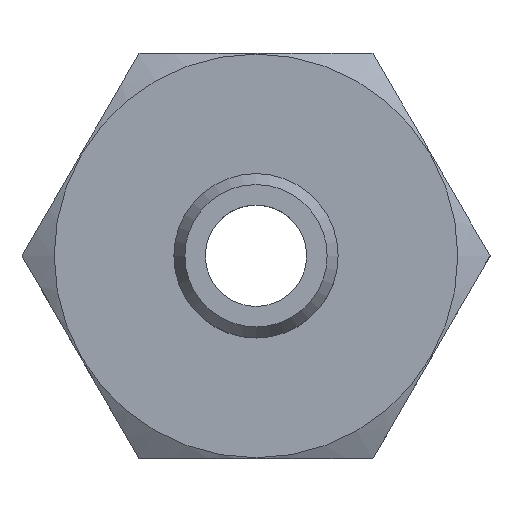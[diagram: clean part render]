
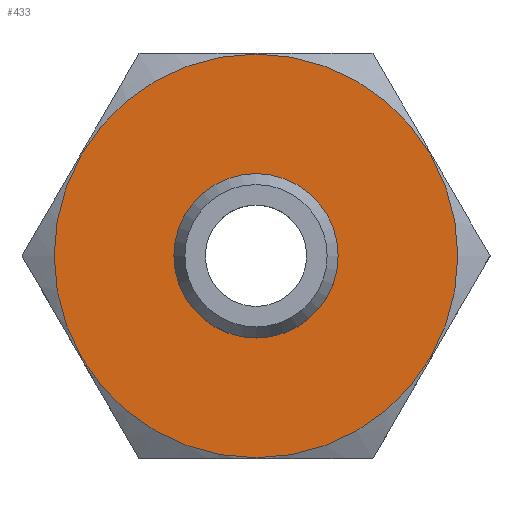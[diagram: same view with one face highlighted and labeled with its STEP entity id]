
A CAD part, top view. The second image highlights one B-rep face of the part: STEP entity #433.
In plain terms, the highlighted planar face has unit normal (0, 0, 1).
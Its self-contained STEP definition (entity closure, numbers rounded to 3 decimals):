
#26=CIRCLE('',#455,11.95);
#31=CIRCLE('',#464,4.864);
#96=ORIENTED_EDGE('',*,*,#139,.T.);
#97=ORIENTED_EDGE('',*,*,#144,.T.);
#139=EDGE_CURVE('',#165,#165,#26,.T.);
#144=EDGE_CURVE('',#170,#170,#31,.T.);
#165=VERTEX_POINT('',#672);
#170=VERTEX_POINT('',#686);
#207=EDGE_LOOP('',(#96));
#208=EDGE_LOOP('',(#97));
#243=FACE_BOUND('',#207,.T.);
#244=FACE_BOUND('',#208,.T.);
#270=PLANE('',#465);
#433=ADVANCED_FACE('',(#243,#244),#270,.T.);
#455=AXIS2_PLACEMENT_3D('',#671,#505,#506);
#464=AXIS2_PLACEMENT_3D('',#685,#523,#524);
#465=AXIS2_PLACEMENT_3D('',#687,#525,#526);
#505=DIRECTION('',(0.,0.,1.));
#506=DIRECTION('',(1.,0.,0.));
#523=DIRECTION('',(0.,0.,-1.));
#524=DIRECTION('',(1.,0.,0.));
#525=DIRECTION('',(0.,0.,1.));
#526=DIRECTION('',(1.,0.,0.));
#671=CARTESIAN_POINT('',(0.,0.,2.75));
#672=CARTESIAN_POINT('',(11.95,0.,2.75));
#685=CARTESIAN_POINT('',(0.,0.,2.75));
#686=CARTESIAN_POINT('',(4.864,0.,2.75));
#687=CARTESIAN_POINT('',(0.,0.,2.75));
